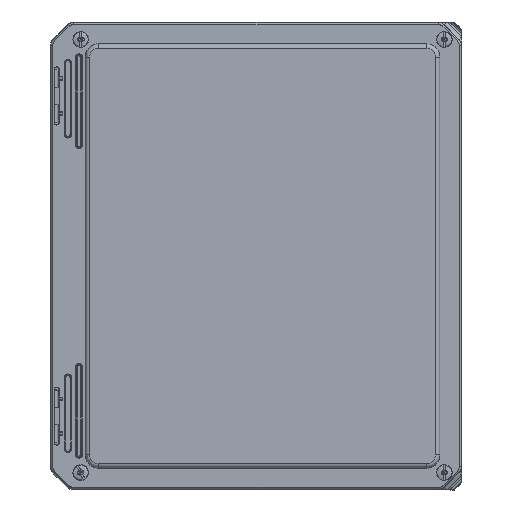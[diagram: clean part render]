
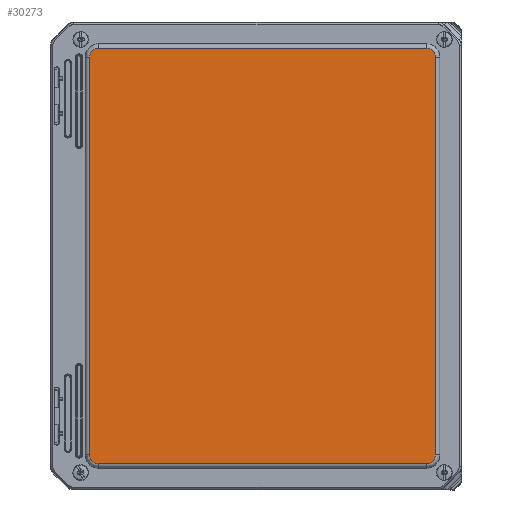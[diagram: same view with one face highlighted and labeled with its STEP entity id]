
A CAD part, top view. The second image highlights one B-rep face of the part: STEP entity #30273.
In plain terms, the highlighted face is planar.
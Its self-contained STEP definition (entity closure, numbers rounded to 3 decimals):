
#1296=ELLIPSE('',#33800,0.25,0.25);
#1299=ELLIPSE('',#33804,0.25,0.25);
#1300=ELLIPSE('',#33810,0.25,0.25);
#1303=ELLIPSE('',#33814,0.25,0.25);
#4365=LINE('',#73104,#6457);
#4367=LINE('',#73257,#6459);
#4370=LINE('',#73264,#6462);
#4372=LINE('',#73412,#6464);
#6457=VECTOR('',#42516,9.446);
#6459=VECTOR('',#42536,11.446);
#6462=VECTOR('',#42543,11.446);
#6464=VECTOR('',#42559,9.446);
#7161=PLANE('',#33820);
#9077=FACE_OUTER_BOUND('',#11053,.T.);
#11053=EDGE_LOOP('',(#27759,#27760,#27761,#27762,#27763,#27764,#27765,#27766));
#14879=VERTEX_POINT('',#73101);
#14880=VERTEX_POINT('',#73103);
#14883=VERTEX_POINT('',#73181);
#14884=VERTEX_POINT('',#73248);
#14887=VERTEX_POINT('',#73255);
#14888=VERTEX_POINT('',#73260);
#14891=VERTEX_POINT('',#73329);
#14892=VERTEX_POINT('',#73405);
#19203=EDGE_CURVE('',#14879,#14880,#4365,.T.);
#19207=EDGE_CURVE('',#14883,#14879,#1296,.T.);
#19211=EDGE_CURVE('',#14880,#14884,#1299,.T.);
#19213=EDGE_CURVE('',#14887,#14883,#4367,.T.);
#19217=EDGE_CURVE('',#14884,#14888,#4370,.T.);
#19219=EDGE_CURVE('',#14891,#14887,#1300,.T.);
#19223=EDGE_CURVE('',#14888,#14892,#1303,.T.);
#19225=EDGE_CURVE('',#14892,#14891,#4372,.T.);
#27759=ORIENTED_EDGE('',*,*,#19203,.F.);
#27760=ORIENTED_EDGE('',*,*,#19207,.F.);
#27761=ORIENTED_EDGE('',*,*,#19213,.F.);
#27762=ORIENTED_EDGE('',*,*,#19219,.F.);
#27763=ORIENTED_EDGE('',*,*,#19225,.F.);
#27764=ORIENTED_EDGE('',*,*,#19223,.F.);
#27765=ORIENTED_EDGE('',*,*,#19217,.F.);
#27766=ORIENTED_EDGE('',*,*,#19211,.F.);
#30273=ADVANCED_FACE('',(#9077),#7161,.F.);
#33800=AXIS2_PLACEMENT_3D('',#73183,#42522,#42523);
#33804=AXIS2_PLACEMENT_3D('',#73252,#42530,#42531);
#33810=AXIS2_PLACEMENT_3D('',#73331,#42546,#42547);
#33814=AXIS2_PLACEMENT_3D('',#73409,#42554,#42555);
#33820=AXIS2_PLACEMENT_3D('',#73422,#42573,#42574);
#42516=DIRECTION('',(1.,0.,0.));
#42522=DIRECTION('center_axis',(0.,0.,1.));
#42523=DIRECTION('ref_axis',(-0.707,-0.707,0.));
#42530=DIRECTION('center_axis',(0.,0.,1.));
#42531=DIRECTION('ref_axis',(0.707,-0.707,0.));
#42536=DIRECTION('',(0.,-1.,0.));
#42543=DIRECTION('',(0.,1.,0.));
#42546=DIRECTION('center_axis',(0.,0.,1.));
#42547=DIRECTION('ref_axis',(-0.707,0.707,0.));
#42554=DIRECTION('center_axis',(0.,0.,1.));
#42555=DIRECTION('ref_axis',(0.707,0.707,0.));
#42559=DIRECTION('',(-1.,0.,0.));
#42573=DIRECTION('center_axis',(0.,0.,1.));
#42574=DIRECTION('ref_axis',(1.,0.,0.));
#73101=CARTESIAN_POINT('',(-4.535,-5.973,0.));
#73103=CARTESIAN_POINT('',(4.91,-5.973,0.));
#73104=CARTESIAN_POINT('',(-4.535,-5.973,0.));
#73181=CARTESIAN_POINT('',(-4.785,-5.723,0.));
#73183=CARTESIAN_POINT('Origin',(-4.535,-5.723,0.));
#73248=CARTESIAN_POINT('',(5.16,-5.723,0.));
#73252=CARTESIAN_POINT('Origin',(4.91,-5.723,0.));
#73255=CARTESIAN_POINT('',(-4.785,5.723,0.));
#73257=CARTESIAN_POINT('',(-4.785,5.723,0.));
#73260=CARTESIAN_POINT('',(5.16,5.723,0.));
#73264=CARTESIAN_POINT('',(5.16,-5.723,0.));
#73329=CARTESIAN_POINT('',(-4.535,5.973,0.));
#73331=CARTESIAN_POINT('Origin',(-4.535,5.723,0.));
#73405=CARTESIAN_POINT('',(4.91,5.973,0.));
#73409=CARTESIAN_POINT('Origin',(4.91,5.723,0.));
#73412=CARTESIAN_POINT('',(4.91,5.973,0.));
#73422=CARTESIAN_POINT('Origin',(0.188,0.,0.));
